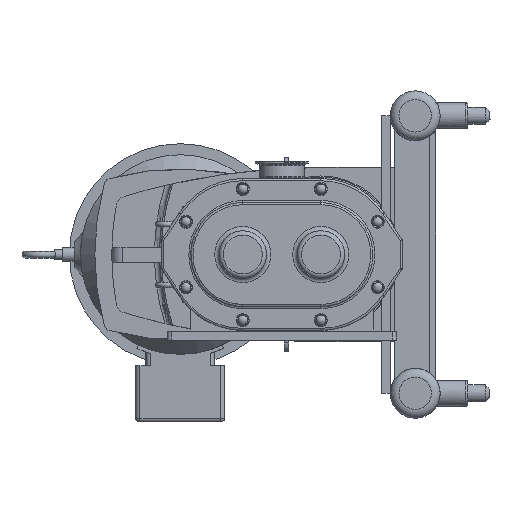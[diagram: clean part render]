
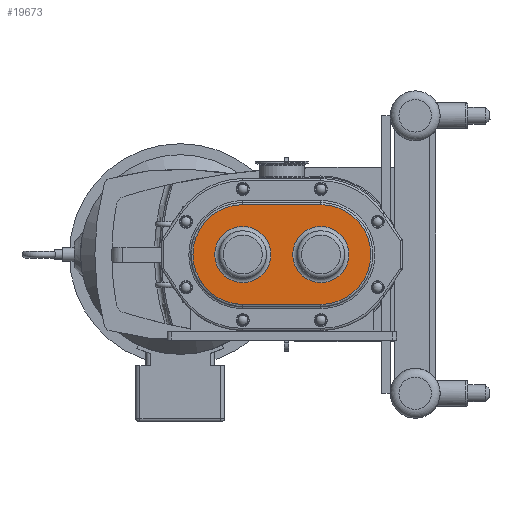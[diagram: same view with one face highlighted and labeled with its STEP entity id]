
A CAD part, left-side view. The second image highlights one B-rep face of the part: STEP entity #19673.
In plain terms, the highlighted planar face has unit normal (-1, 0, 0).
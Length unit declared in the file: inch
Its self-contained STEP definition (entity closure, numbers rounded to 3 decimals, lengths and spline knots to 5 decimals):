
#1353=CIRCLE('',#21549,1.62);
#1354=CIRCLE('',#21551,2.875);
#1355=CIRCLE('',#21552,2.875);
#1356=CIRCLE('',#21553,1.62);
#1898=FACE_BOUND('',#4513,.T.);
#1899=FACE_BOUND('',#4514,.T.);
#2359=PLANE('',#21550);
#3322=FACE_OUTER_BOUND('',#4512,.T.);
#4512=EDGE_LOOP('',(#17278,#17279,#17280,#17281));
#4513=EDGE_LOOP('',(#17282));
#4514=EDGE_LOOP('',(#17283));
#5983=LINE('',#36023,#7420);
#5984=LINE('',#36027,#7421);
#7420=VECTOR('',#26569,0.3937);
#7421=VECTOR('',#26572,0.3937);
#9333=VERTEX_POINT('',#36017);
#9334=VERTEX_POINT('',#36021);
#9335=VERTEX_POINT('',#36022);
#9336=VERTEX_POINT('',#36024);
#9337=VERTEX_POINT('',#36026);
#9338=VERTEX_POINT('',#36029);
#12064=EDGE_CURVE('',#9333,#9333,#1353,.T.);
#12065=EDGE_CURVE('',#9334,#9335,#5983,.T.);
#12066=EDGE_CURVE('',#9336,#9334,#1354,.T.);
#12067=EDGE_CURVE('',#9337,#9336,#5984,.T.);
#12068=EDGE_CURVE('',#9335,#9337,#1355,.T.);
#12069=EDGE_CURVE('',#9338,#9338,#1356,.T.);
#17278=ORIENTED_EDGE('',*,*,#12065,.F.);
#17279=ORIENTED_EDGE('',*,*,#12066,.F.);
#17280=ORIENTED_EDGE('',*,*,#12067,.F.);
#17281=ORIENTED_EDGE('',*,*,#12068,.F.);
#17282=ORIENTED_EDGE('',*,*,#12069,.F.);
#17283=ORIENTED_EDGE('',*,*,#12064,.F.);
#19673=ADVANCED_FACE('',(#3322,#1898,#1899),#2359,.T.);
#21549=AXIS2_PLACEMENT_3D('',#36019,#26565,#26566);
#21550=AXIS2_PLACEMENT_3D('',#36020,#26567,#26568);
#21551=AXIS2_PLACEMENT_3D('',#36025,#26570,#26571);
#21552=AXIS2_PLACEMENT_3D('',#36028,#26573,#26574);
#21553=AXIS2_PLACEMENT_3D('',#36030,#26575,#26576);
#26565=DIRECTION('center_axis',(-1.,0.,0.));
#26566=DIRECTION('ref_axis',(0.,0.,1.));
#26567=DIRECTION('center_axis',(-1.,0.,0.));
#26568=DIRECTION('ref_axis',(0.,0.,-1.));
#26569=DIRECTION('',(0.,-1.,0.));
#26570=DIRECTION('center_axis',(1.,0.,0.));
#26571=DIRECTION('ref_axis',(0.,1.,0.));
#26572=DIRECTION('',(0.,1.,0.));
#26573=DIRECTION('center_axis',(1.,0.,0.));
#26574=DIRECTION('ref_axis',(0.,-1.,0.));
#26575=DIRECTION('center_axis',(-1.,0.,0.));
#26576=DIRECTION('ref_axis',(0.,0.,1.));
#36017=CARTESIAN_POINT('',(-1.02,2.25,-1.62));
#36019=CARTESIAN_POINT('Origin',(-1.02,2.25,0.));
#36020=CARTESIAN_POINT('Origin',(-1.02,0.,0.));
#36021=CARTESIAN_POINT('',(-1.02,2.25,2.875));
#36022=CARTESIAN_POINT('',(-1.02,-2.25,2.875));
#36023=CARTESIAN_POINT('',(-1.02,-1.125,2.875));
#36024=CARTESIAN_POINT('',(-1.02,2.25,-2.875));
#36025=CARTESIAN_POINT('Origin',(-1.02,2.25,0.));
#36026=CARTESIAN_POINT('',(-1.02,-2.25,-2.875));
#36027=CARTESIAN_POINT('',(-1.02,1.125,-2.875));
#36028=CARTESIAN_POINT('Origin',(-1.02,-2.25,0.));
#36029=CARTESIAN_POINT('',(-1.02,-2.25,-1.62));
#36030=CARTESIAN_POINT('Origin',(-1.02,-2.25,0.));
